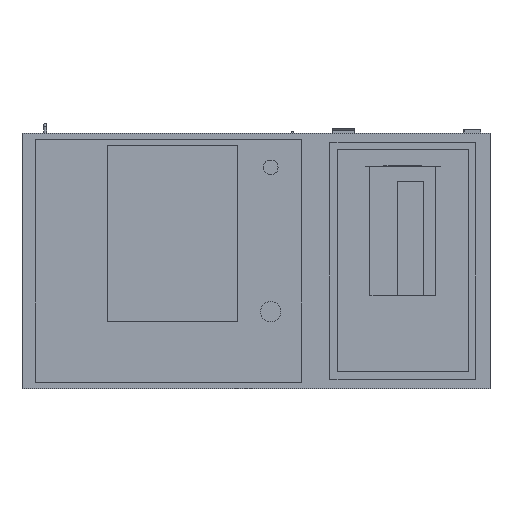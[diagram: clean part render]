
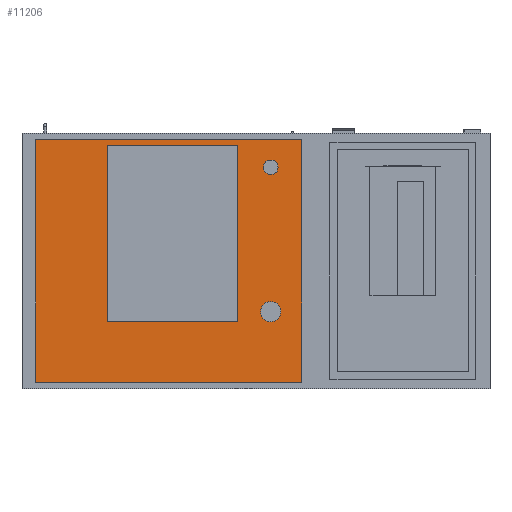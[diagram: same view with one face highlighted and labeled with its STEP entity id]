
A CAD part, front view. The second image highlights one B-rep face of the part: STEP entity #11206.
In plain terms, the highlighted planar face has unit normal (0, -1, 0).
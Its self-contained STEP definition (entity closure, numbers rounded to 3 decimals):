
#632=FACE_OUTER_BOUND('',#1336,.T.);
#1336=EDGE_LOOP('',(#7495,#7496,#7497,#7498));
#2081=LINE('',#16388,#3413);
#2083=LINE('',#16392,#3415);
#2084=LINE('',#16395,#3416);
#2085=LINE('',#16396,#3417);
#3413=VECTOR('',#13067,10.);
#3415=VECTOR('',#13071,10.);
#3416=VECTOR('',#13074,10.);
#3417=VECTOR('',#13075,10.);
#4727=VERTEX_POINT('',#16384);
#4728=VERTEX_POINT('',#16386);
#4729=VERTEX_POINT('',#16390);
#4730=VERTEX_POINT('',#16394);
#5823=EDGE_CURVE('',#4728,#4727,#2081,.T.);
#5825=EDGE_CURVE('',#4728,#4729,#2083,.T.);
#5826=EDGE_CURVE('',#4730,#4729,#2084,.T.);
#5827=EDGE_CURVE('',#4727,#4730,#2085,.T.);
#7495=ORIENTED_EDGE('',*,*,#5825,.T.);
#7496=ORIENTED_EDGE('',*,*,#5826,.F.);
#7497=ORIENTED_EDGE('',*,*,#5827,.F.);
#7498=ORIENTED_EDGE('',*,*,#5823,.F.);
#10646=PLANE('',#12004);
#11206=ADVANCED_FACE('',(#632),#10646,.T.);
#12004=AXIS2_PLACEMENT_3D('',#16393,#13072,#13073);
#13067=DIRECTION('',(0.,0.,1.));
#13071=DIRECTION('',(1.,0.,0.));
#13072=DIRECTION('center_axis',(0.,-1.,0.));
#13073=DIRECTION('ref_axis',(0.,0.,-1.));
#13074=DIRECTION('',(0.,0.,-1.));
#13075=DIRECTION('',(1.,0.,0.));
#16384=CARTESIAN_POINT('',(-362.5,-185.,330.));
#16386=CARTESIAN_POINT('',(-362.5,-185.,-330.));
#16388=CARTESIAN_POINT('',(-362.5,-185.,330.));
#16390=CARTESIAN_POINT('',(362.5,-185.,-330.));
#16392=CARTESIAN_POINT('',(0.,-185.,-330.));
#16393=CARTESIAN_POINT('Origin',(0.,-185.,330.));
#16394=CARTESIAN_POINT('',(362.5,-185.,330.));
#16395=CARTESIAN_POINT('',(362.5,-185.,330.));
#16396=CARTESIAN_POINT('',(0.,-185.,330.));
